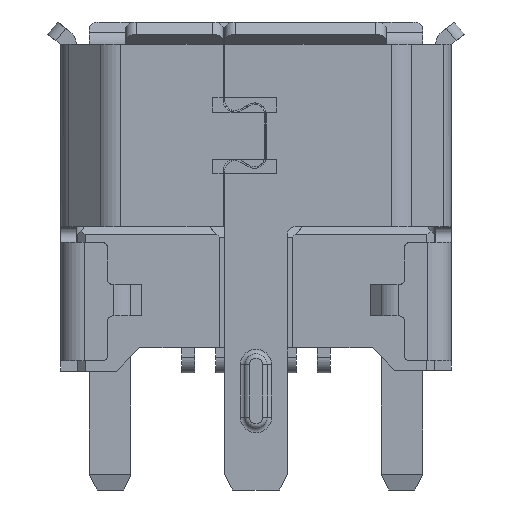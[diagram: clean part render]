
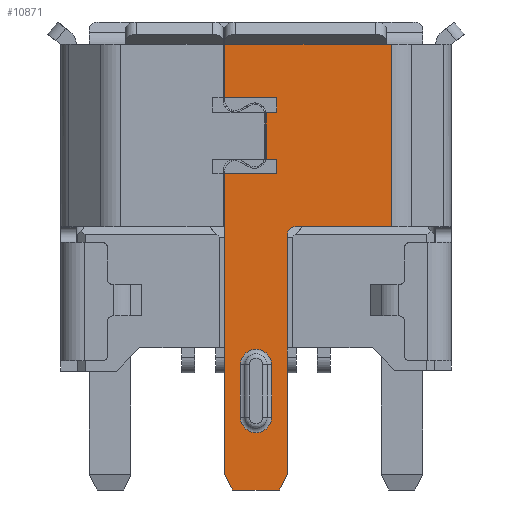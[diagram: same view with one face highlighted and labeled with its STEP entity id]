
A CAD part, front view. The second image highlights one B-rep face of the part: STEP entity #10871.
In plain terms, the highlighted planar face has unit normal (0, -1, 0).
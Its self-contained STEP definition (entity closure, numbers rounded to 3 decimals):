
#10653 = VERTEX_POINT('',#10654);
#10654 = CARTESIAN_POINT('',(2.596,-2.28,
    2.8));
#10661 = EDGE_CURVE('',#10662,#10653,#10664,.T.);
#10662 = VERTEX_POINT('',#10663);
#10663 = CARTESIAN_POINT('',(0.75,-2.28,2.8));
#10664 = LINE('',#10665,#10666);
#10665 = CARTESIAN_POINT('',(0.75,-2.28,2.8));
#10666 = VECTOR('',#10667,1.);
#10667 = DIRECTION('',(1.,0.,0.));
#10685 = VERTEX_POINT('',#10686);
#10686 = CARTESIAN_POINT('',(0.6,-2.28,2.65));
#10692 = EDGE_CURVE('',#10685,#10662,#10693,.T.);
#10693 = CIRCLE('',#10694,0.15);
#10694 = AXIS2_PLACEMENT_3D('',#10695,#10696,#10697);
#10695 = CARTESIAN_POINT('',(0.75,-2.28,2.65));
#10696 = DIRECTION('',(0.,1.,0.));
#10697 = DIRECTION('',(-1.,0.,0.));
#10710 = EDGE_CURVE('',#10711,#10685,#10713,.T.);
#10711 = VERTEX_POINT('',#10712);
#10712 = CARTESIAN_POINT('',(0.6,-2.28,-1.95));
#10713 = LINE('',#10714,#10715);
#10714 = CARTESIAN_POINT('',(0.6,-2.28,-1.95));
#10715 = VECTOR('',#10716,1.);
#10716 = DIRECTION('',(0.,0.,1.));
#10741 = EDGE_CURVE('',#10742,#10711,#10744,.T.);
#10742 = VERTEX_POINT('',#10743);
#10743 = CARTESIAN_POINT('',(0.45,-2.28,-2.25));
#10744 = LINE('',#10745,#10746);
#10745 = CARTESIAN_POINT('',(0.45,-2.28,-2.25));
#10746 = VECTOR('',#10747,1.);
#10747 = DIRECTION('',(0.447,0.,0.894));
#10789 = EDGE_CURVE('',#10742,#10790,#10792,.T.);
#10790 = VERTEX_POINT('',#10791);
#10791 = CARTESIAN_POINT('',(-0.45,-2.28,-2.25));
#10792 = LINE('',#10793,#10794);
#10793 = CARTESIAN_POINT('',(0.45,-2.28,-2.25));
#10794 = VECTOR('',#10795,1.);
#10795 = DIRECTION('',(-1.,0.,0.));
#10812 = VERTEX_POINT('',#10813);
#10813 = CARTESIAN_POINT('',(-0.6,-2.28,-1.95));
#10821 = EDGE_CURVE('',#10812,#10790,#10822,.T.);
#10822 = LINE('',#10823,#10824);
#10823 = CARTESIAN_POINT('',(-0.6,-2.28,-1.95));
#10824 = VECTOR('',#10825,1.);
#10825 = DIRECTION('',(0.447,0.,-0.894));
#10835 = EDGE_CURVE('',#10812,#10836,#10838,.T.);
#10836 = VERTEX_POINT('',#10837);
#10837 = CARTESIAN_POINT('',(-0.6,-2.28,3.822));
#10838 = LINE('',#10839,#10840);
#10839 = CARTESIAN_POINT('',(-0.6,-2.28,-1.95));
#10840 = VECTOR('',#10841,1.);
#10841 = DIRECTION('',(0.,0.,1.));
#10871 = ADVANCED_FACE('',(#10872,#10985),#11021,.T.);
#10872 = FACE_BOUND('',#10873,.T.);
#10873 = EDGE_LOOP('',(#10874,#10875,#10876,#10877,#10885,#10893,#10901,
    #10909,#10917,#10925,#10933,#10942,#10950,#10959,#10967,#10975,
    #10981,#10982,#10983,#10984));
#10874 = ORIENTED_EDGE('',*,*,#10710,.T.);
#10875 = ORIENTED_EDGE('',*,*,#10692,.T.);
#10876 = ORIENTED_EDGE('',*,*,#10661,.T.);
#10877 = ORIENTED_EDGE('',*,*,#10878,.F.);
#10878 = EDGE_CURVE('',#10879,#10653,#10881,.T.);
#10879 = VERTEX_POINT('',#10880);
#10880 = CARTESIAN_POINT('',(2.596,-2.28,
    6.3));
#10881 = LINE('',#10882,#10883);
#10882 = CARTESIAN_POINT('',(2.596,-2.28,
    6.3));
#10883 = VECTOR('',#10884,1.);
#10884 = DIRECTION('',(0.,0.,-1.));
#10885 = ORIENTED_EDGE('',*,*,#10886,.F.);
#10886 = EDGE_CURVE('',#10887,#10879,#10889,.T.);
#10887 = VERTEX_POINT('',#10888);
#10888 = CARTESIAN_POINT('',(2.5,-2.28,6.3));
#10889 = LINE('',#10890,#10891);
#10890 = CARTESIAN_POINT('',(2.5,-2.28,6.3));
#10891 = VECTOR('',#10892,1.);
#10892 = DIRECTION('',(1.,0.,0.));
#10893 = ORIENTED_EDGE('',*,*,#10894,.T.);
#10894 = EDGE_CURVE('',#10887,#10895,#10897,.T.);
#10895 = VERTEX_POINT('',#10896);
#10896 = CARTESIAN_POINT('',(-0.6,-2.28,6.3));
#10897 = LINE('',#10898,#10899);
#10898 = CARTESIAN_POINT('',(2.5,-2.28,6.3));
#10899 = VECTOR('',#10900,1.);
#10900 = DIRECTION('',(-1.,0.,0.));
#10901 = ORIENTED_EDGE('',*,*,#10902,.T.);
#10902 = EDGE_CURVE('',#10895,#10903,#10905,.T.);
#10903 = VERTEX_POINT('',#10904);
#10904 = CARTESIAN_POINT('',(-0.6,-2.28,5.278));
#10905 = LINE('',#10906,#10907);
#10906 = CARTESIAN_POINT('',(-0.6,-2.28,6.3));
#10907 = VECTOR('',#10908,1.);
#10908 = DIRECTION('',(0.,0.,-1.));
#10909 = ORIENTED_EDGE('',*,*,#10910,.T.);
#10910 = EDGE_CURVE('',#10903,#10911,#10913,.T.);
#10911 = VERTEX_POINT('',#10912);
#10912 = CARTESIAN_POINT('',(0.4,-2.28,5.278));
#10913 = LINE('',#10914,#10915);
#10914 = CARTESIAN_POINT('',(-0.6,-2.28,5.278));
#10915 = VECTOR('',#10916,1.);
#10916 = DIRECTION('',(1.,0.,0.));
#10917 = ORIENTED_EDGE('',*,*,#10918,.T.);
#10918 = EDGE_CURVE('',#10911,#10919,#10921,.T.);
#10919 = VERTEX_POINT('',#10920);
#10920 = CARTESIAN_POINT('',(0.4,-2.28,5.001));
#10921 = LINE('',#10922,#10923);
#10922 = CARTESIAN_POINT('',(0.4,-2.28,5.278));
#10923 = VECTOR('',#10924,1.);
#10924 = DIRECTION('',(0.,0.,-1.));
#10925 = ORIENTED_EDGE('',*,*,#10926,.T.);
#10926 = EDGE_CURVE('',#10919,#10927,#10929,.T.);
#10927 = VERTEX_POINT('',#10928);
#10928 = CARTESIAN_POINT('',(0.194,-2.28,5.001
    ));
#10929 = LINE('',#10930,#10931);
#10930 = CARTESIAN_POINT('',(0.4,-2.28,5.001));
#10931 = VECTOR('',#10932,1.);
#10932 = DIRECTION('',(-1.,0.,0.));
#10933 = ORIENTED_EDGE('',*,*,#10934,.T.);
#10934 = EDGE_CURVE('',#10927,#10935,#10937,.T.);
#10935 = VERTEX_POINT('',#10936);
#10936 = CARTESIAN_POINT('',(0.2,-2.28,4.948));
#10937 = CIRCLE('',#10938,0.23);
#10938 = AXIS2_PLACEMENT_3D('',#10939,#10940,#10941);
#10939 = CARTESIAN_POINT('',(-0.03,-2.28,
    4.948));
#10940 = DIRECTION('',(0.,1.,0.));
#10941 = DIRECTION('',(0.973,0.,0.23
    ));
#10942 = ORIENTED_EDGE('',*,*,#10943,.T.);
#10943 = EDGE_CURVE('',#10935,#10944,#10946,.T.);
#10944 = VERTEX_POINT('',#10945);
#10945 = CARTESIAN_POINT('',(0.2,-2.28,4.152));
#10946 = LINE('',#10947,#10948);
#10947 = CARTESIAN_POINT('',(0.2,-2.28,4.948));
#10948 = VECTOR('',#10949,1.);
#10949 = DIRECTION('',(0.,0.,-1.));
#10950 = ORIENTED_EDGE('',*,*,#10951,.T.);
#10951 = EDGE_CURVE('',#10944,#10952,#10954,.T.);
#10952 = VERTEX_POINT('',#10953);
#10953 = CARTESIAN_POINT('',(0.194,-2.28,
    4.099));
#10954 = CIRCLE('',#10955,0.23);
#10955 = AXIS2_PLACEMENT_3D('',#10956,#10957,#10958);
#10956 = CARTESIAN_POINT('',(-0.03,-2.28,
    4.152));
#10957 = DIRECTION('',(0.,1.,0.));
#10958 = DIRECTION('',(1.,0.,0.));
#10959 = ORIENTED_EDGE('',*,*,#10960,.T.);
#10960 = EDGE_CURVE('',#10952,#10961,#10963,.T.);
#10961 = VERTEX_POINT('',#10962);
#10962 = CARTESIAN_POINT('',(0.4,-2.28,4.099));
#10963 = LINE('',#10964,#10965);
#10964 = CARTESIAN_POINT('',(0.194,-2.28,
    4.099));
#10965 = VECTOR('',#10966,1.);
#10966 = DIRECTION('',(1.,0.,0.));
#10967 = ORIENTED_EDGE('',*,*,#10968,.T.);
#10968 = EDGE_CURVE('',#10961,#10969,#10971,.T.);
#10969 = VERTEX_POINT('',#10970);
#10970 = CARTESIAN_POINT('',(0.4,-2.28,3.822));
#10971 = LINE('',#10972,#10973);
#10972 = CARTESIAN_POINT('',(0.4,-2.28,4.099));
#10973 = VECTOR('',#10974,1.);
#10974 = DIRECTION('',(0.,0.,-1.));
#10975 = ORIENTED_EDGE('',*,*,#10976,.T.);
#10976 = EDGE_CURVE('',#10969,#10836,#10977,.T.);
#10977 = LINE('',#10978,#10979);
#10978 = CARTESIAN_POINT('',(0.4,-2.28,3.822));
#10979 = VECTOR('',#10980,1.);
#10980 = DIRECTION('',(-1.,0.,0.));
#10981 = ORIENTED_EDGE('',*,*,#10835,.F.);
#10982 = ORIENTED_EDGE('',*,*,#10821,.T.);
#10983 = ORIENTED_EDGE('',*,*,#10789,.F.);
#10984 = ORIENTED_EDGE('',*,*,#10741,.T.);
#10985 = FACE_BOUND('',#10986,.T.);
#10986 = EDGE_LOOP('',(#10987,#10997,#11006,#11014));
#10987 = ORIENTED_EDGE('',*,*,#10988,.F.);
#10988 = EDGE_CURVE('',#10989,#10991,#10993,.T.);
#10989 = VERTEX_POINT('',#10990);
#10990 = CARTESIAN_POINT('',(0.3,-2.28,-0.85));
#10991 = VERTEX_POINT('',#10992);
#10992 = CARTESIAN_POINT('',(0.3,-2.28,0.15));
#10993 = LINE('',#10994,#10995);
#10994 = CARTESIAN_POINT('',(0.3,-2.28,-0.85));
#10995 = VECTOR('',#10996,1.);
#10996 = DIRECTION('',(0.,0.,1.));
#10997 = ORIENTED_EDGE('',*,*,#10998,.T.);
#10998 = EDGE_CURVE('',#10989,#10999,#11001,.T.);
#10999 = VERTEX_POINT('',#11000);
#11000 = CARTESIAN_POINT('',(-0.3,-2.28,-0.85));
#11001 = CIRCLE('',#11002,0.3);
#11002 = AXIS2_PLACEMENT_3D('',#11003,#11004,#11005);
#11003 = CARTESIAN_POINT('',(0.,-2.28,
    -0.85));
#11004 = DIRECTION('',(0.,1.,0.));
#11005 = DIRECTION('',(1.,0.,0.));
#11006 = ORIENTED_EDGE('',*,*,#11007,.F.);
#11007 = EDGE_CURVE('',#11008,#10999,#11010,.T.);
#11008 = VERTEX_POINT('',#11009);
#11009 = CARTESIAN_POINT('',(-0.3,-2.28,0.15));
#11010 = LINE('',#11011,#11012);
#11011 = CARTESIAN_POINT('',(-0.3,-2.28,0.15));
#11012 = VECTOR('',#11013,1.);
#11013 = DIRECTION('',(0.,0.,-1.));
#11014 = ORIENTED_EDGE('',*,*,#11015,.T.);
#11015 = EDGE_CURVE('',#11008,#10991,#11016,.T.);
#11016 = CIRCLE('',#11017,0.3);
#11017 = AXIS2_PLACEMENT_3D('',#11018,#11019,#11020);
#11018 = CARTESIAN_POINT('',(0.,-2.28,
    0.15));
#11019 = DIRECTION('',(0.,1.,0.));
#11020 = DIRECTION('',(-1.,0.,0.));
#11021 = PLANE('',#11022);
#11022 = AXIS2_PLACEMENT_3D('',#11023,#11024,#11025);
#11023 = CARTESIAN_POINT('',(-1.998,-2.28,
    3.75));
#11024 = DIRECTION('',(0.,-1.,0.));
#11025 = DIRECTION('',(-1.,0.,0.));
